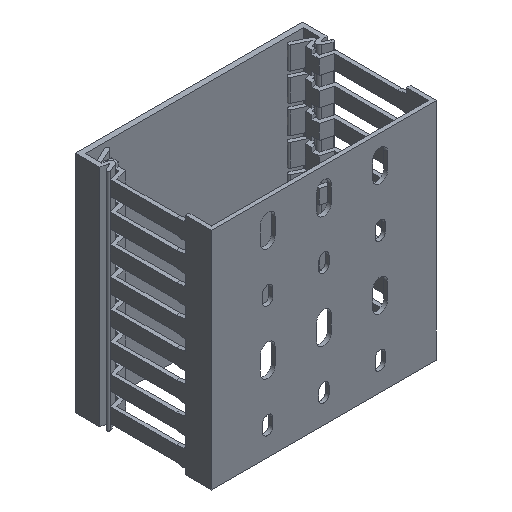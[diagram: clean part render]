
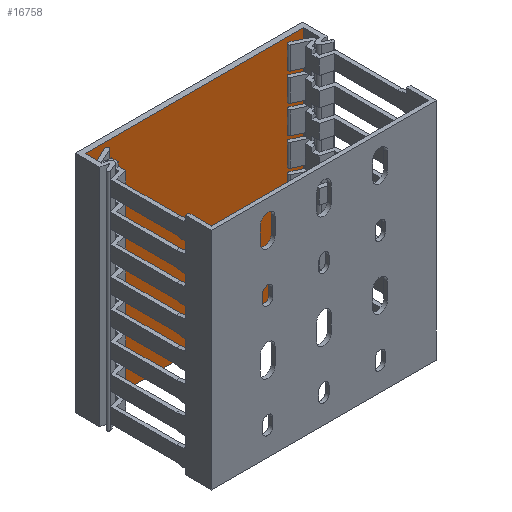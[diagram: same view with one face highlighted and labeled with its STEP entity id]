
A CAD part, isometric view. The second image highlights one B-rep face of the part: STEP entity #16758.
In plain terms, the highlighted planar face has unit normal (0, -1, 0).
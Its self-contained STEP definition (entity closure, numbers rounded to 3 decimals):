
#16343=DIRECTION('',(-1.,0.,0.));
#16344=VECTOR('',#16343,97.);
#16345=CARTESIAN_POINT('',(48.5,0.,-50.));
#16346=LINE('',#16345,#16344);
#16347=DIRECTION('',(0.,0.,1.));
#16348=VECTOR('',#16347,100.);
#16349=CARTESIAN_POINT('',(-48.5,0.,-50.));
#16350=LINE('',#16349,#16348);
#16351=DIRECTION('',(1.,0.,0.));
#16352=VECTOR('',#16351,97.);
#16353=CARTESIAN_POINT('',(-48.5,0.,50.));
#16354=LINE('',#16353,#16352);
#16367=DIRECTION('',(0.,0.,1.));
#16368=VECTOR('',#16367,100.);
#16369=CARTESIAN_POINT('',(48.5,0.,-50.));
#16370=LINE('',#16369,#16368);
#16461=CARTESIAN_POINT('',(48.5,0.,-50.));
#16462=CARTESIAN_POINT('',(48.5,0.,50.));
#16463=VERTEX_POINT('',#16461);
#16464=VERTEX_POINT('',#16462);
#16465=CARTESIAN_POINT('',(-48.5,0.,-50.));
#16466=CARTESIAN_POINT('',(-48.5,0.,50.));
#16467=VERTEX_POINT('',#16465);
#16468=VERTEX_POINT('',#16466);
#16746=CARTESIAN_POINT('',(-48.5,0.,-50.));
#16747=DIRECTION('',(0.,-1.,0.));
#16748=DIRECTION('',(1.,0.,0.));
#16749=AXIS2_PLACEMENT_3D('',#16746,#16747,#16748);
#16750=PLANE('',#16749);
#16751=ORIENTED_EDGE('',*,*,#16522,.T.);
#16752=ORIENTED_EDGE('',*,*,#16741,.T.);
#16753=ORIENTED_EDGE('',*,*,#16578,.T.);
#16755=ORIENTED_EDGE('',*,*,#16754,.F.);
#16756=EDGE_LOOP('',(#16751,#16752,#16753,#16755));
#16757=FACE_OUTER_BOUND('',#16756,.F.);
#16522=EDGE_CURVE('',#16463,#16467,#16346,.T.);
#16578=EDGE_CURVE('',#16468,#16464,#16354,.T.);
#16741=EDGE_CURVE('',#16467,#16468,#16350,.T.);
#16754=EDGE_CURVE('',#16463,#16464,#16370,.T.);
#16758=ADVANCED_FACE('',(#16757),#16750,.T.);
